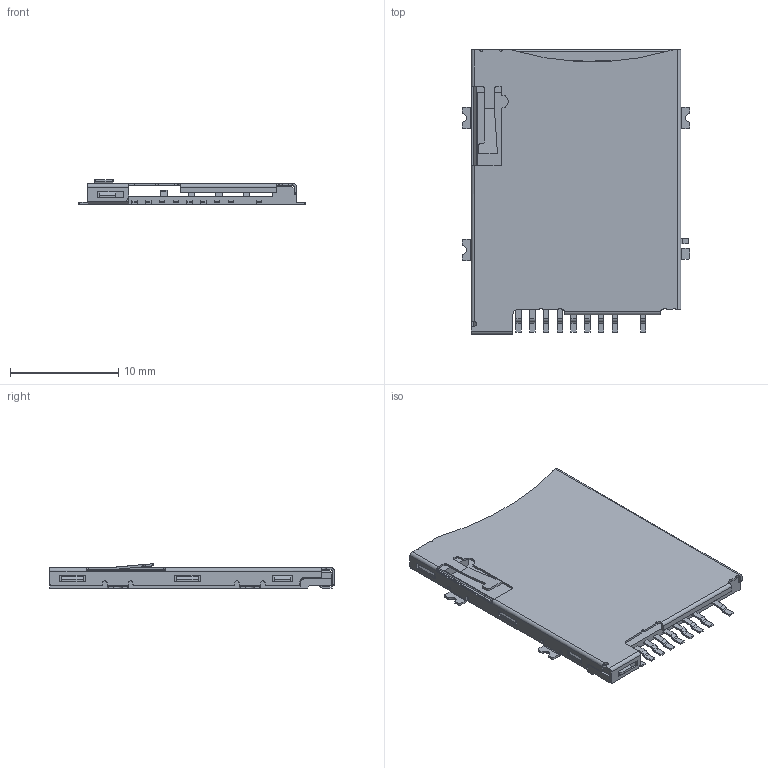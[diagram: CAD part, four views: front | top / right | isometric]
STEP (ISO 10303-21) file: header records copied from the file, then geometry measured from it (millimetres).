
FILE_DESCRIPTION(('FreeCAD Model'),'2;1');
FILE_NAME('76030001_molex-SIM.step', '2017-11-20T13:28:28',('kicad StepUp'),('ksu MCAD'), 'Open CASCADE STEP processor 7.1','FreeCAD','Unknown');
FILE_SCHEMA(('AUTOMOTIVE_DESIGN_CC2 { 1 2 10303 214 -1 1 5 4 }'));
Length unit declared in the file: millimetre
Products named in the file (2): ASSEMBLY; 76030001_molex-SIM
Assembly tree (1 placements, depth 2):
  ASSEMBLY
    76030001_molex-SIM
Bounding box: 21.05 x 26.3 x 2.28 mm (x, y, z)
Volume: 411.1 mm3; surface area: 2239.8 mm2
Topology: 1 solids, 1 shells, 911 faces, 2470 edges, 1570 vertices
Faces by surface type: plane 738, cylinder 173
Entity records: 28337 total; most frequent: CARTESIAN_POINT 5049, ORIENTED_EDGE 4940, DIRECTION 4582, EDGE_CURVE 2470, LINE 2120, VECTOR 2120, VERTEX_POINT 1570, AXIS2_PLACEMENT_3D 1231
